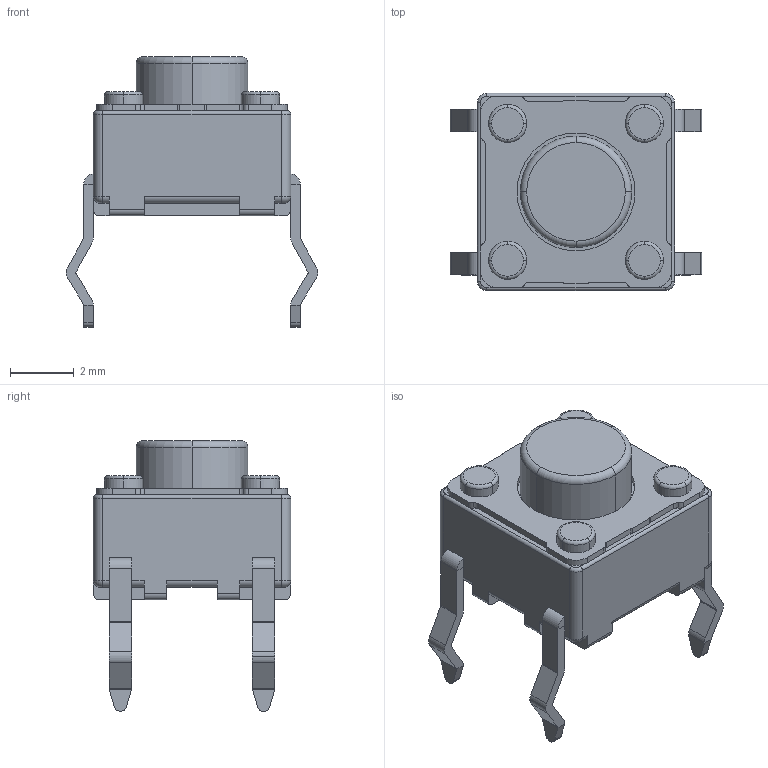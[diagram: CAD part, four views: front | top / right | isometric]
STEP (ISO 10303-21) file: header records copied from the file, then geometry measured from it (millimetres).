
FILE_DESCRIPTION(('STEP AP214'),'1');
FILE_NAME('skhhara010.stp','2020-10-29T07:58:01',('TraceParts'),('TraceParts S.A.'),'Spatial InterOp 3D',' ',' ');
FILE_SCHEMA(('AUTOMOTIVE_DESIGN { 1 0 10303 214 1 1 1 1 }'));
Length unit declared in the file: millimetre
Products named in the file (1): skhhara010
Bounding box: 7.9 x 6.2 x 8.5 mm (x, y, z)
Volume: 141.5 mm3; surface area: 239.1 mm2
Topology: 1 solids, 5 shells, 323 faces, 837 edges, 530 vertices
Faces by surface type: cylinder 159, plane 136, torus 28
Entity records: 12274 total; most frequent: DIRECTION 1843, CARTESIAN_POINT 1783, ORIENTED_EDGE 1674, EDGE_CURVE 837, AXIS2_PLACEMENT_3D 686, VERTEX_POINT 530, LINE 471, VECTOR 471
